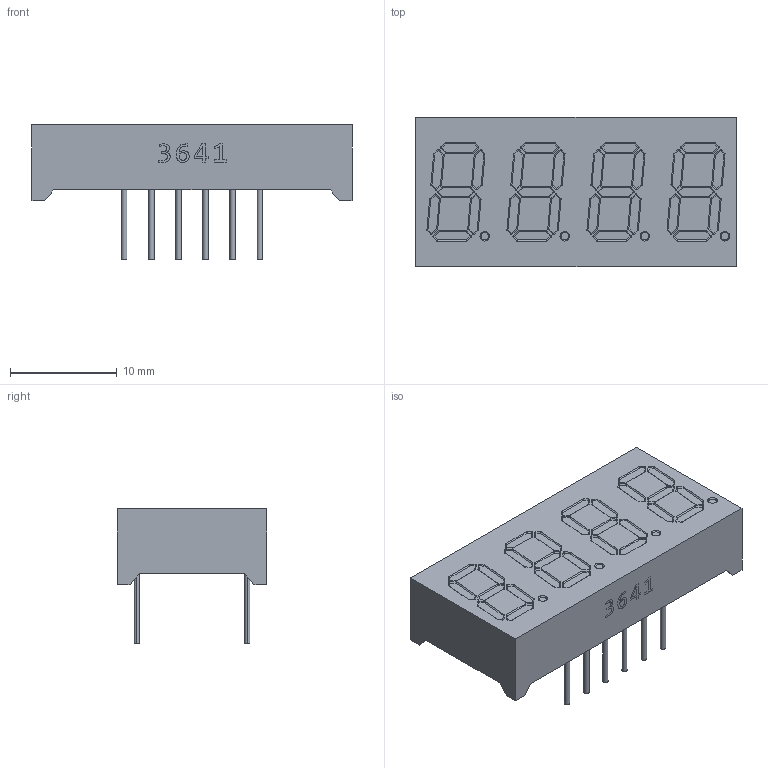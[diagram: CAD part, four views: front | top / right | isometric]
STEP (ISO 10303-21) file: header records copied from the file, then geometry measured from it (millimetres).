
FILE_DESCRIPTION (( 'STEP AP214' ), '1' );
FILE_NAME ('7EC1148F-34E7-46E6-A0EB-D02A7C78E12B.STEP', '2024-07-05T14:26:43', ( '' ), ( '' ), 'SwSTEP 2.0', 'SolidWorks 2022', '' );
FILE_SCHEMA (( 'AUTOMOTIVE_DESIGN' ));
Length unit declared in the file: millimetre
Products named in the file (1): 7EC1148F-34E7-46E6-A0EB-D02A7C78E12B
Bounding box: 30 x 14 x 12.6 mm (x, y, z)
Volume: 2218.6 mm3; surface area: 1608.2 mm2
Topology: 13 solids, 13 shells, 500 faces, 1264 edges, 744 vertices
Faces by surface type: sphere 200, cylinder 196, plane 92, torus 8, bspline 4
Entity records: 19717 total; most frequent: CARTESIAN_POINT 2805, DIRECTION 2752, ORIENTED_EDGE 2296, EDGE_CURVE 1148, AXIS2_PLACEMENT_3D 1141, VERTEX_POINT 712, CIRCLE 644, EDGE_LOOP 538
